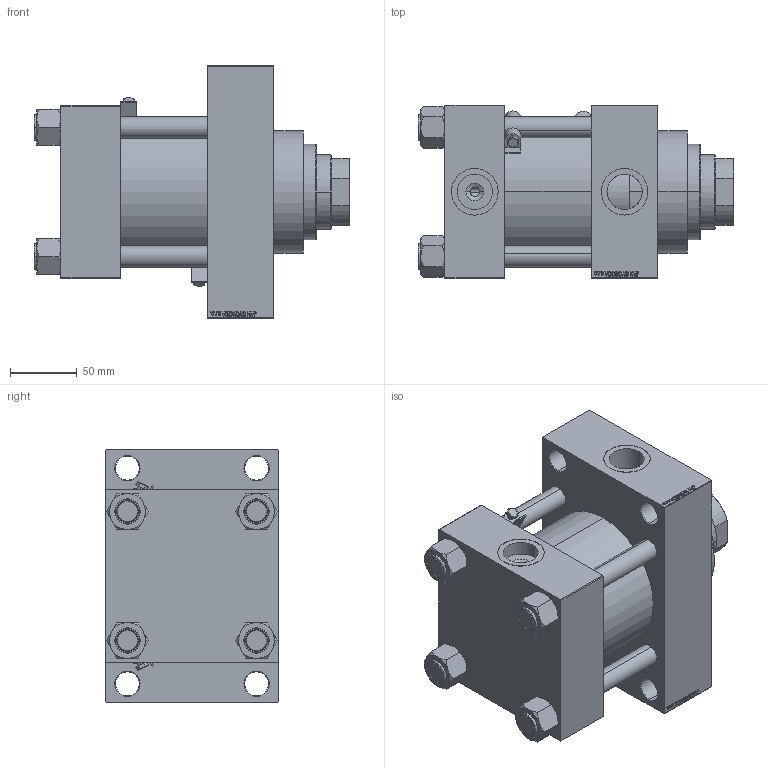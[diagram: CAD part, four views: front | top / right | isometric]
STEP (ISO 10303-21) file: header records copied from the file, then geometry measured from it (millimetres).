
FILE_DESCRIPTION (( 'STEP AP203' ), '1' );
FILE_NAME ('0d57.STEP', '2024-02-07T05:29:14', ( '' ), ( '' ), 'SwSTEP 2.0', 'SolidWorks 2019', '' );
FILE_SCHEMA (( 'CONFIG_CONTROL_DESIGN' ));
Length unit declared in the file: millimetre
Products named in the file (7): 0d57; MSRF_MSRG1 be66c27c67c54e1b39453aebdb87204d; V215_VC_A be66c27c67c54e1b39453aebdb87204d; V215CR_VCP_D be66c27c67c54e1b39453aebdb87204d; V215CR_D_Body be66c27c67c54e1b39453aebdb87204d; NUT_M5_D be66c27c67c54e1b39453aebdb87204d; V215CR_D_TYCINKA be66c27c67c54e1b39453aebdb87204d
Assembly tree (13 placements, depth 2):
  0d57
    V215CR_D_Body be66c27c67c54e1b39453aebdb87204d
    V215CR_VCP_D be66c27c67c54e1b39453aebdb87204d
    NUT_M5_D be66c27c67c54e1b39453aebdb87204d  x4
    V215CR_D_TYCINKA be66c27c67c54e1b39453aebdb87204d  x4
    V215_VC_A be66c27c67c54e1b39453aebdb87204d
    MSRF_MSRG1 be66c27c67c54e1b39453aebdb87204d  x2
Bounding box: 237 x 130 x 190 mm (x, y, z)
Volume: 2610379 mm3; surface area: 360927.3 mm2
Topology: 13 solids, 13 shells, 1215 faces, 3061 edges, 1989 vertices
Faces by surface type: plane 581, bspline 368, cone 142, cylinder 116, torus 8
Entity records: 48827 total; most frequent: CARTESIAN_POINT 25435, ORIENTED_EDGE 5236, DIRECTION 3416, EDGE_CURVE 2618, VERTEX_POINT 1719, VECTOR 1576, LINE 1576, EDGE_LOOP 1161
